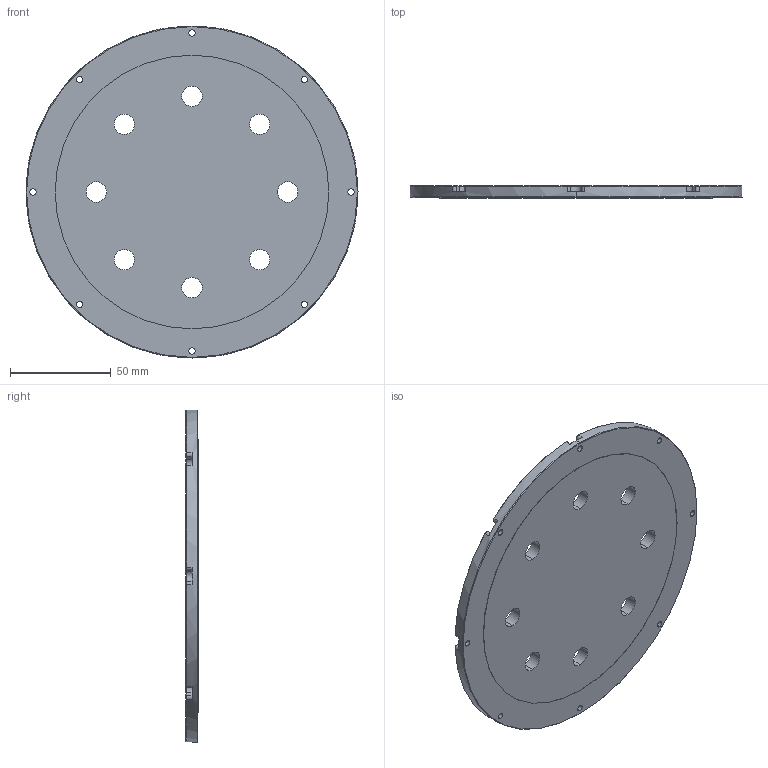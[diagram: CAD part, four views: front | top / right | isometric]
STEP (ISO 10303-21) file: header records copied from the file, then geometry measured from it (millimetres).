
FILE_DESCRIPTION (( 'STEP AP203' ), '1' );
FILE_NAME ('165CG01-8.STEP', '2023-12-01T05:23:30', ( '' ), ( '' ), 'SwSTEP 2.0', 'SolidWorks 2022', '' );
FILE_SCHEMA (( 'CONFIG_CONTROL_DESIGN' ));
Length unit declared in the file: millimetre
Products named in the file (1): 165CG01-8
Bounding box: 165 x 6 x 165 mm (x, y, z)
Volume: 122069.5 mm3; surface area: 46209 mm2
Topology: 1 solids, 1 shells, 151 faces, 387 edges, 239 vertices
Faces by surface type: cylinder 67, plane 43, cone 41
Entity records: 4737 total; most frequent: DIRECTION 882, CARTESIAN_POINT 778, ORIENTED_EDGE 774, EDGE_CURVE 387, AXIS2_PLACEMENT_3D 343, VERTEX_POINT 239, VECTOR 196, LINE 196
